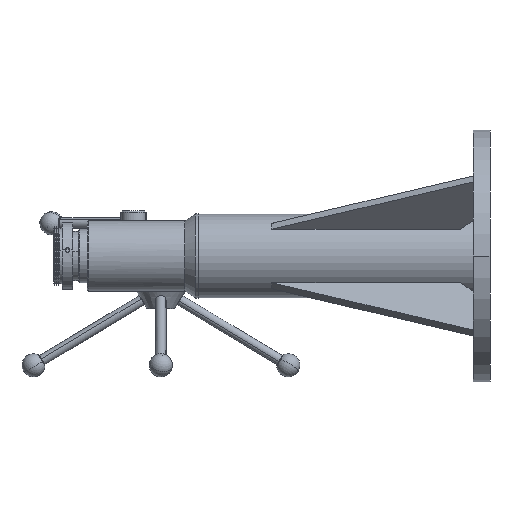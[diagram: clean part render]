
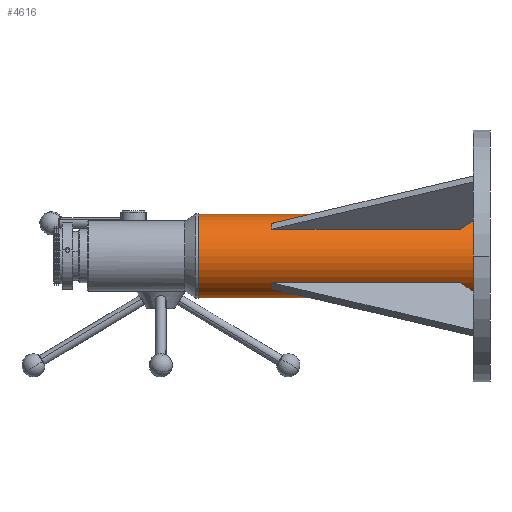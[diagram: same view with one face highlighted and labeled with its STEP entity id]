
A CAD part, left-side view. The second image highlights one B-rep face of the part: STEP entity #4616.
In plain terms, the highlighted cylindrical face has radius 63.5 mm (diameter 127 mm), a partial arc.
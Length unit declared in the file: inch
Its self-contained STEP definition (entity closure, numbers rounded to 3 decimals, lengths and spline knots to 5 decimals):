
#362 = ORIENTED_EDGE ( 'NONE', *, *, #2263, .F. ) ;
#798 = DIRECTION ( 'NONE',  ( 0., 0., -1. ) ) ;
#889 = CARTESIAN_POINT ( 'NONE',  ( 0., 17.375, -2.5 ) ) ;
#1383 = CARTESIAN_POINT ( 'NONE',  ( 0., 17.375, -2.5 ) ) ;
#1581 = CARTESIAN_POINT ( 'NONE',  ( 0., 17.375, 0. ) ) ;
#1714 = LINE ( 'NONE', #4532, #6509 ) ;
#1717 = ORIENTED_EDGE ( 'NONE', *, *, #3582, .F. ) ;
#1915 = ORIENTED_EDGE ( 'NONE', *, *, #2400, .T. ) ;
#1942 = VERTEX_POINT ( 'NONE', #7595 ) ;
#2263 = EDGE_CURVE ( 'NONE', #3160, #6383, #1714, .T. ) ;
#2326 = VERTEX_POINT ( 'NONE', #889 ) ;
#2400 = EDGE_CURVE ( 'NONE', #2326, #1942, #2684, .T. ) ;
#2684 = LINE ( 'NONE', #1383, #3910 ) ;
#2759 = CIRCLE ( 'NONE', #7428, 2.5 ) ;
#3160 = VERTEX_POINT ( 'NONE', #8125 ) ;
#3370 = DIRECTION ( 'NONE',  ( 0., 1., 0. ) ) ;
#3417 = DIRECTION ( 'NONE',  ( 0., 0., 1. ) ) ;
#3582 = EDGE_CURVE ( 'Defeatured_419+Defeatured_418+Defeatured_4111+Defeatured_4111', #2326, #3160, #2759, .T. ) ;
#3677 = CYLINDRICAL_SURFACE ( 'NONE', #5119, 2.5 ) ;
#3910 = VECTOR ( 'NONE', #8338, 39.37008 ) ;
#4047 = CARTESIAN_POINT ( 'NONE',  ( 0., 1., 0. ) ) ;
#4532 = CARTESIAN_POINT ( 'NONE',  ( 0., 17.375, 2.5 ) ) ;
#4616 = ADVANCED_FACE ( 'Defeatured_418', ( #5006 ), #3677, .T. ) ;
#4984 = CIRCLE ( 'NONE', #5129, 2.5 ) ;
#5006 = FACE_OUTER_BOUND ( 'NONE', #7057, .T. ) ;
#5119 = AXIS2_PLACEMENT_3D ( 'NONE', #1581, #7172, #798 ) ;
#5129 = AXIS2_PLACEMENT_3D ( 'NONE', #4047, #7473, #5509 ) ;
#5509 = DIRECTION ( 'NONE',  ( 0., 0., 1. ) ) ;
#6267 = CARTESIAN_POINT ( 'NONE',  ( 0., 1., 2.5 ) ) ;
#6383 = VERTEX_POINT ( 'NONE', #6267 ) ;
#6509 = VECTOR ( 'NONE', #7312, 39.37008 ) ;
#7057 = EDGE_LOOP ( 'NONE', ( #362, #1717, #1915, #7956 ) ) ;
#7172 = DIRECTION ( 'NONE',  ( 0., -1., 0. ) ) ;
#7241 = EDGE_CURVE ( 'Defeatured_418+Defeatured_41102+Defeatured_41102+Defeatured_41102', #1942, #6383, #4984, .T. ) ;
#7312 = DIRECTION ( 'NONE',  ( 0., -1., 0. ) ) ;
#7428 = AXIS2_PLACEMENT_3D ( 'NONE', #9048, #3370, #3417 ) ;
#7473 = DIRECTION ( 'NONE',  ( 0., 1., 0. ) ) ;
#7595 = CARTESIAN_POINT ( 'NONE',  ( 0., 1., -2.5 ) ) ;
#7956 = ORIENTED_EDGE ( 'NONE', *, *, #7241, .T. ) ;
#8125 = CARTESIAN_POINT ( 'NONE',  ( 0., 17.375, 2.5 ) ) ;
#8338 = DIRECTION ( 'NONE',  ( 0., -1., 0. ) ) ;
#9048 = CARTESIAN_POINT ( 'NONE',  ( 0., 17.375, 0. ) ) ;
